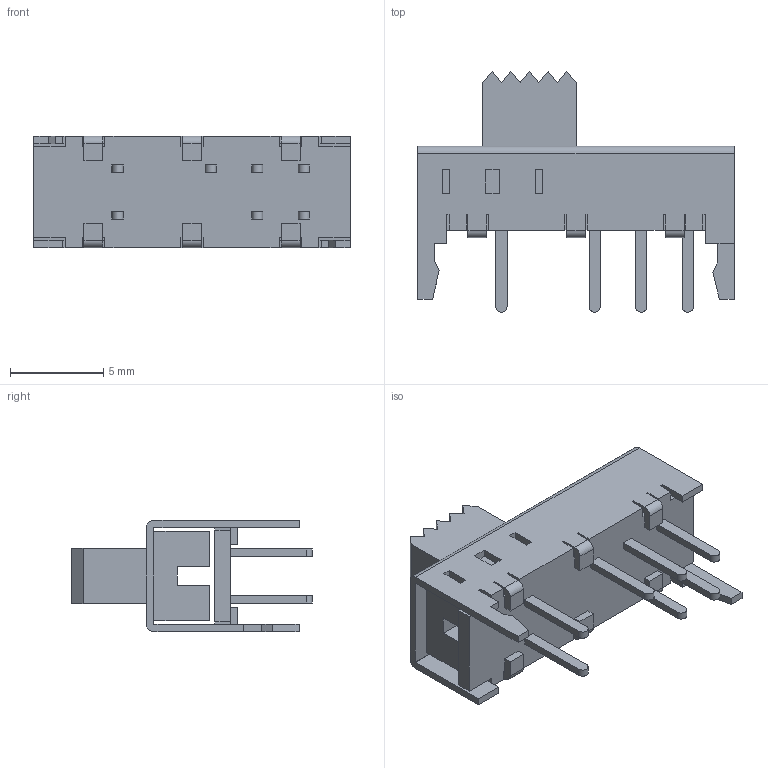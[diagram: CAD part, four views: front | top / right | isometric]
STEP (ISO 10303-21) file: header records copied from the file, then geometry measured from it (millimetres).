
FILE_DESCRIPTION( ( 'STEP AP214' ), ' ' );
FILE_NAME( 'psolqas14013508512.stp', '2017-09-21T12:01:35', ( '' ), ( '' ), ' ', 'PARTsolutions', ' ' );
FILE_SCHEMA( ( 'AUTOMOTIVE_DESIGN { 1 0 10303 214 1 1 1 1 }' ) );
Length unit declared in the file: metre
Products named in the file (1): 1
Bounding box: 17 x 12.9 x 6 mm (x, y, z)
Volume: 356.4 mm3; surface area: 976.6 mm2
Topology: 1 solids, 1 shells, 238 faces, 720 edges, 470 vertices
Faces by surface type: plane 197, extrusion 23, cylinder 18
Entity records: 8170 total; most frequent: CARTESIAN_POINT 1708, ORIENTED_EDGE 1440, DIRECTION 1165, EDGE_CURVE 720, VECTOR 661, LINE 638, VERTEX_POINT 470, EDGE_LOOP 258
